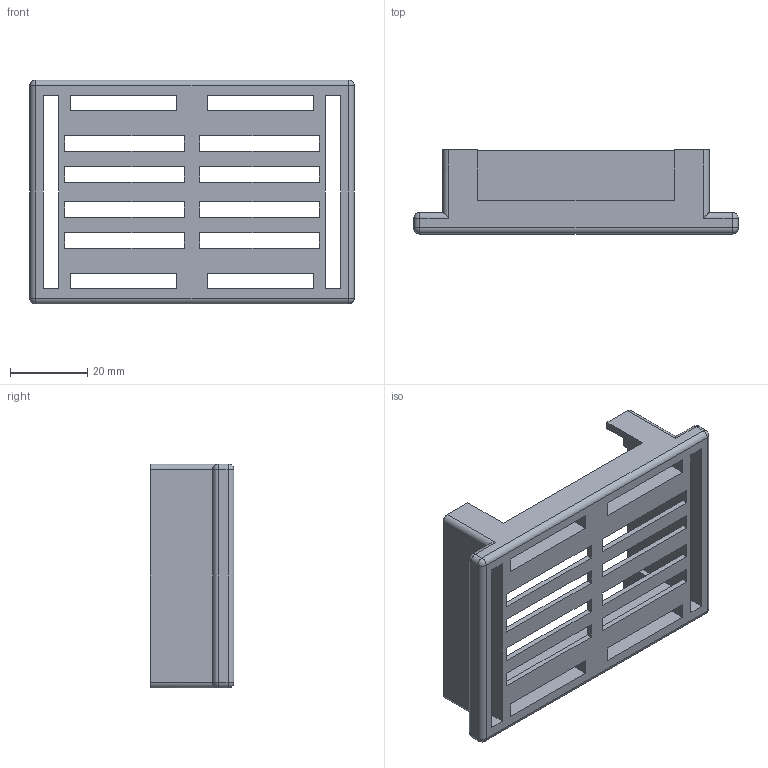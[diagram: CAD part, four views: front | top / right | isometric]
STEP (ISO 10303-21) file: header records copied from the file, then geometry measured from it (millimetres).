
FILE_DESCRIPTION((''),'2;1');
FILE_NAME('TRACKERCASELOWERV1','2023-03-14T16:13:13',('elija'),(''),'CREO PARAMETRIC BY PTC INC, 2022024','CREO PARAMETRIC BY PTC INC, 2022024','');
FILE_SCHEMA(('CONFIG_CONTROL_DESIGN'));
Length unit declared in the file: millimetre
Products named in the file (1): TRACKERCASELOWERV1
Bounding box: 84 x 21.7 x 58 mm (x, y, z)
Volume: 19034.3 mm3; surface area: 18865.1 mm2
Topology: 1 solids, 1 shells, 100 faces, 304 edges, 192 vertices
Faces by surface type: plane 68, cylinder 24, sphere 8
Entity records: 3474 total; most frequent: CARTESIAN_POINT 668, ORIENTED_EDGE 608, DIRECTION 528, EDGE_CURVE 304, VECTOR 264, LINE 264, VERTEX_POINT 192, AXIS2_PLACEMENT_3D 132
